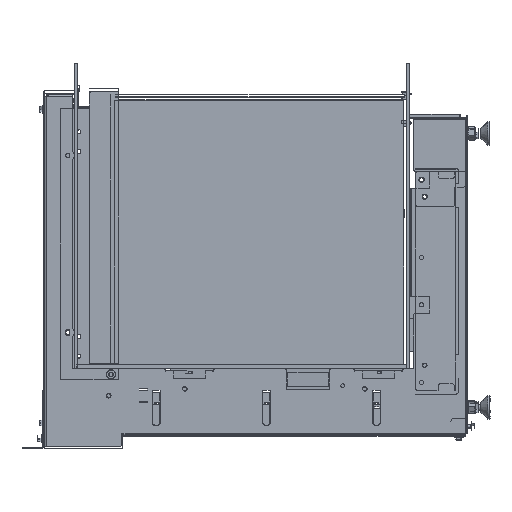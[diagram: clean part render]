
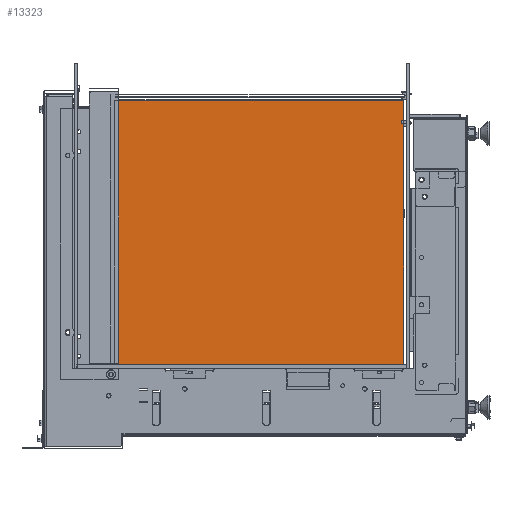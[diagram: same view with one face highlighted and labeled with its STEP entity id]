
A CAD part, left-side view. The second image highlights one B-rep face of the part: STEP entity #13323.
In plain terms, the highlighted planar face has unit normal (-1, 0, 0).
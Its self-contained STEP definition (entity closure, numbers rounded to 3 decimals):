
#276 = CARTESIAN_POINT ( 'NONE',  ( -655.144, 1638.211, 1672.17 ) ) ;
#2868 = EDGE_CURVE ( 'NONE', #34575, #41437, #18061, .T. ) ;
#3876 = VECTOR ( 'NONE', #35389, 1000. ) ;
#5957 = ORIENTED_EDGE ( 'NONE', *, *, #19018, .T. ) ;
#8171 = LINE ( 'NONE', #38295, #32619 ) ;
#11047 = EDGE_LOOP ( 'NONE', ( #34996, #14531, #36615, #5957 ) ) ;
#11121 = CARTESIAN_POINT ( 'NONE',  ( -655.144, 1270.211, 1672.17 ) ) ;
#11638 = VERTEX_POINT ( 'NONE', #11121 ) ;
#12992 = CARTESIAN_POINT ( 'NONE',  ( -655.144, 1638.211, 1665.17 ) ) ;
#13208 = VERTEX_POINT ( 'NONE', #276 ) ;
#13323 = ADVANCED_FACE ( 'NONE', ( #32759 ), #39732, .F. ) ;
#14531 = ORIENTED_EDGE ( 'NONE', *, *, #19762, .T. ) ;
#18061 = LINE ( 'NONE', #33265, #44686 ) ;
#18215 = CARTESIAN_POINT ( 'NONE',  ( -655.144, 1638.211, 2008.17 ) ) ;
#19018 = EDGE_CURVE ( 'NONE', #41437, #13208, #44484, .T. ) ;
#19762 = EDGE_CURVE ( 'NONE', #11638, #34575, #28164, .T. ) ;
#20826 = DIRECTION ( 'NONE',  ( 1., 0., 0. ) ) ;
#21312 = DIRECTION ( 'NONE',  ( 0., 0., -1. ) ) ;
#21412 = DIRECTION ( 'NONE',  ( 0., 0., -1. ) ) ;
#23359 = DIRECTION ( 'NONE',  ( 0., -1., 0. ) ) ;
#23526 = CARTESIAN_POINT ( 'NONE',  ( -655.144, 1270.211, 2008.17 ) ) ;
#23926 = AXIS2_PLACEMENT_3D ( 'NONE', #40225, #20826, #21312 ) ;
#28164 = LINE ( 'NONE', #36369, #3876 ) ;
#30905 = VECTOR ( 'NONE', #21412, 1000. ) ;
#32619 = VECTOR ( 'NONE', #23359, 1000. ) ;
#32759 = FACE_OUTER_BOUND ( 'NONE', #11047, .T. ) ;
#33265 = CARTESIAN_POINT ( 'NONE',  ( -655.144, 1639.211, 2008.17 ) ) ;
#34575 = VERTEX_POINT ( 'NONE', #23526 ) ;
#34996 = ORIENTED_EDGE ( 'NONE', *, *, #39217, .T. ) ;
#35389 = DIRECTION ( 'NONE',  ( 0., 0., 1. ) ) ;
#36369 = CARTESIAN_POINT ( 'NONE',  ( -655.144, 1270.211, 1665.17 ) ) ;
#36615 = ORIENTED_EDGE ( 'NONE', *, *, #2868, .T. ) ;
#38295 = CARTESIAN_POINT ( 'NONE',  ( -655.144, 1639.211, 1672.17 ) ) ;
#39217 = EDGE_CURVE ( 'NONE', #13208, #11638, #8171, .T. ) ;
#39732 = PLANE ( 'NONE',  #23926 ) ;
#40225 = CARTESIAN_POINT ( 'NONE',  ( -655.144, 1639.211, 1665.17 ) ) ;
#41437 = VERTEX_POINT ( 'NONE', #18215 ) ;
#44484 = LINE ( 'NONE', #12992, #30905 ) ;
#44686 = VECTOR ( 'NONE', #48454, 1000. ) ;
#48454 = DIRECTION ( 'NONE',  ( 0., 1., 0. ) ) ;
